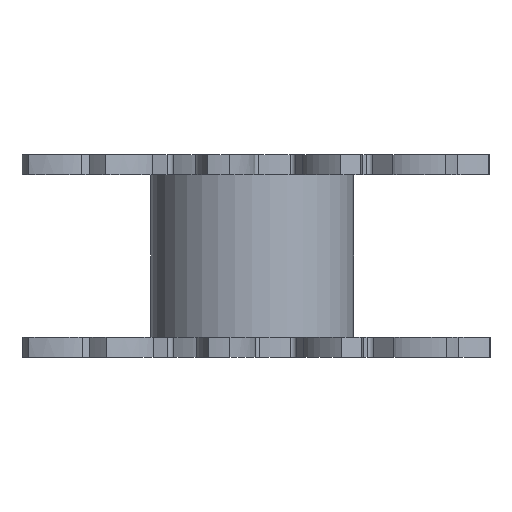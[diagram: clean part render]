
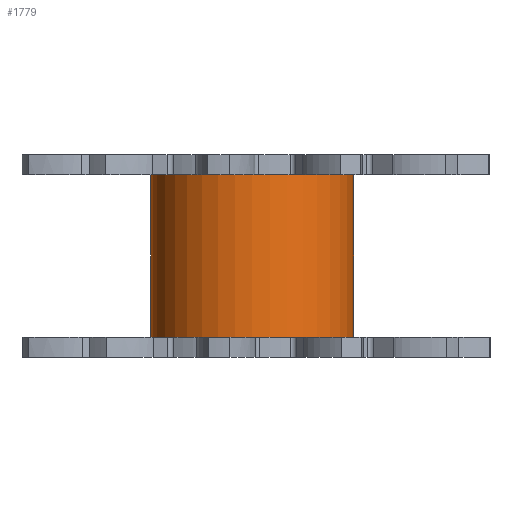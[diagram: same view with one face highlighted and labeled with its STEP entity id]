
A CAD part, front view. The second image highlights one B-rep face of the part: STEP entity #1779.
In plain terms, the highlighted cylindrical face has radius 25 mm (diameter 50 mm), a full revolution.
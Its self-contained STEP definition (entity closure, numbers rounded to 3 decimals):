
#213=FACE_OUTER_BOUND('',#306,.T.);
#306=EDGE_LOOP('',(#1638,#1639,#1640,#1641));
#441=LINE('',#9512,#574);
#574=VECTOR('',#2428,25.);
#663=CIRCLE('',#1967,25.);
#664=CIRCLE('',#1968,25.);
#841=VERTEX_POINT('',#9509);
#842=VERTEX_POINT('',#9511);
#1107=EDGE_CURVE('',#841,#841,#663,.T.);
#1108=EDGE_CURVE('',#841,#842,#441,.T.);
#1109=EDGE_CURVE('',#842,#842,#664,.T.);
#1638=ORIENTED_EDGE('',*,*,#1107,.F.);
#1639=ORIENTED_EDGE('',*,*,#1108,.T.);
#1640=ORIENTED_EDGE('',*,*,#1109,.F.);
#1641=ORIENTED_EDGE('',*,*,#1108,.F.);
#1688=CYLINDRICAL_SURFACE('',#1966,25.);
#1779=ADVANCED_FACE('',(#213),#1688,.T.);
#1966=AXIS2_PLACEMENT_3D('',#9508,#2424,#2425);
#1967=AXIS2_PLACEMENT_3D('',#9510,#2426,#2427);
#1968=AXIS2_PLACEMENT_3D('',#9513,#2429,#2430);
#2424=DIRECTION('center_axis',(0.,0.,1.));
#2425=DIRECTION('ref_axis',(1.,0.,0.));
#2426=DIRECTION('center_axis',(0.,0.,1.));
#2427=DIRECTION('ref_axis',(1.,0.,0.));
#2428=DIRECTION('',(0.,0.,-1.));
#2429=DIRECTION('center_axis',(0.,0.,-1.));
#2430=DIRECTION('ref_axis',(1.,0.,0.));
#9508=CARTESIAN_POINT('Origin',(89.811,15.224,20.));
#9509=CARTESIAN_POINT('',(64.811,15.224,40.));
#9510=CARTESIAN_POINT('Origin',(89.811,15.224,40.));
#9511=CARTESIAN_POINT('',(64.811,15.224,0.));
#9512=CARTESIAN_POINT('',(64.811,15.224,20.));
#9513=CARTESIAN_POINT('Origin',(89.811,15.224,0.));
